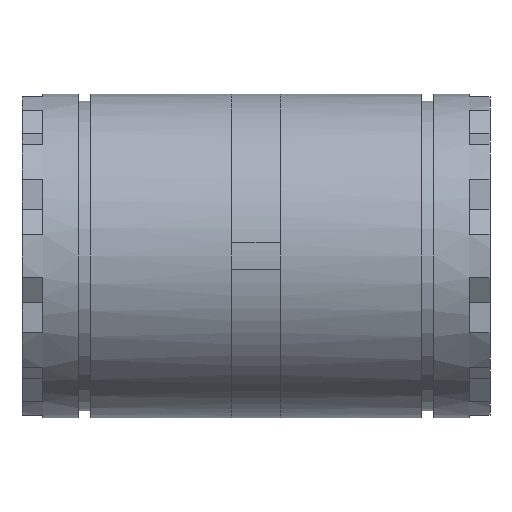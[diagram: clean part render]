
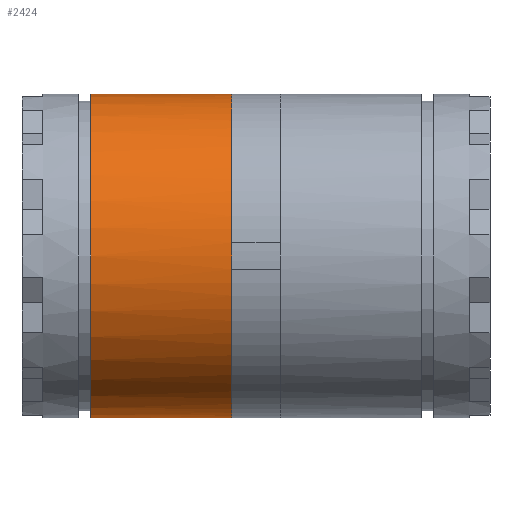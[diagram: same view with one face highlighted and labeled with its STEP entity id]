
A CAD part, front view. The second image highlights one B-rep face of the part: STEP entity #2424.
In plain terms, the highlighted cylindrical face has radius 23.5 mm (diameter 47 mm), a partial arc.
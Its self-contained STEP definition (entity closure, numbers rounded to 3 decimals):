
#1686 = VERTEX_POINT ( 'NONE', #3493 ) ;
#1688 = EDGE_CURVE ( 'NONE', #1709, #1686, #3491, .T. ) ;
#1700 = VERTEX_POINT ( 'NONE', #3430 ) ;
#1704 = EDGE_CURVE ( 'NONE', #1700, #1705, #3429, .T. ) ;
#1705 = VERTEX_POINT ( 'NONE', #3425 ) ;
#1709 = VERTEX_POINT ( 'NONE', #3419 ) ;
#2135 = EDGE_CURVE ( 'NONE', #1700, #1709, #4445, .T. ) ;
#2413 = ORIENTED_EDGE ( 'NONE', *, *, #1688, .T. ) ;
#2414 = ORIENTED_EDGE ( 'NONE', *, *, #2416, .F. ) ;
#2416 = EDGE_CURVE ( 'NONE', #1705, #1686, #5210, .T. ) ;
#2422 = EDGE_LOOP ( 'NONE', ( #2483, #2425, #2413, #2414 ) ) ;
#2424 = ADVANCED_FACE ( 'NONE', ( #5205 ), #5190, .T. ) ;
#2425 = ORIENTED_EDGE ( 'NONE', *, *, #2135, .T. ) ;
#2483 = ORIENTED_EDGE ( 'NONE', *, *, #1704, .F. ) ;
#3419 = CARTESIAN_POINT ( 'NONE',  ( -3.5, 0., 23.5 ) ) ;
#3425 = CARTESIAN_POINT ( 'NONE',  ( -24., 0., -23.5 ) ) ;
#3426 = DIRECTION ( 'NONE',  ( -1., 0., 0. ) ) ;
#3427 = VECTOR ( 'NONE', #3426, 1000. ) ;
#3428 = CARTESIAN_POINT ( 'NONE',  ( 0., 0., -23.5 ) ) ;
#3429 = LINE ( 'NONE', #3428, #3427 ) ;
#3430 = CARTESIAN_POINT ( 'NONE',  ( -3.5, 0., -23.5 ) ) ;
#3488 = DIRECTION ( 'NONE',  ( -1., 0., 0. ) ) ;
#3489 = VECTOR ( 'NONE', #3488, 1000. ) ;
#3490 = CARTESIAN_POINT ( 'NONE',  ( 0., 0., 23.5 ) ) ;
#3491 = LINE ( 'NONE', #3490, #3489 ) ;
#3493 = CARTESIAN_POINT ( 'NONE',  ( -24., 0., 23.5 ) ) ;
#4399 = DIRECTION ( 'NONE',  ( 0., 0., 1. ) ) ;
#4400 = DIRECTION ( 'NONE',  ( -1., 0., 0. ) ) ;
#4401 = CARTESIAN_POINT ( 'NONE',  ( -3.5, 0., 0. ) ) ;
#4402 = AXIS2_PLACEMENT_3D ( 'NONE', #4401, #4400, #4399 ) ;
#4445 = CIRCLE ( 'NONE', #4402, 23.5 ) ;
#5190 = CYLINDRICAL_SURFACE ( 'NONE', #5341, 23.5 ) ;
#5205 = FACE_OUTER_BOUND ( 'NONE', #2422, .T. ) ;
#5206 = DIRECTION ( 'NONE',  ( 0., 0., 1. ) ) ;
#5207 = DIRECTION ( 'NONE',  ( -1., 0., 0. ) ) ;
#5208 = CARTESIAN_POINT ( 'NONE',  ( -24., 0., 0. ) ) ;
#5209 = AXIS2_PLACEMENT_3D ( 'NONE', #5208, #5207, #5206 ) ;
#5210 = CIRCLE ( 'NONE', #5209, 23.5 ) ;
#5338 = DIRECTION ( 'NONE',  ( 0., 0., 1. ) ) ;
#5339 = DIRECTION ( 'NONE',  ( -1., 0., 0. ) ) ;
#5340 = CARTESIAN_POINT ( 'NONE',  ( 0., 0., 0. ) ) ;
#5341 = AXIS2_PLACEMENT_3D ( 'NONE', #5340, #5339, #5338 ) ;
